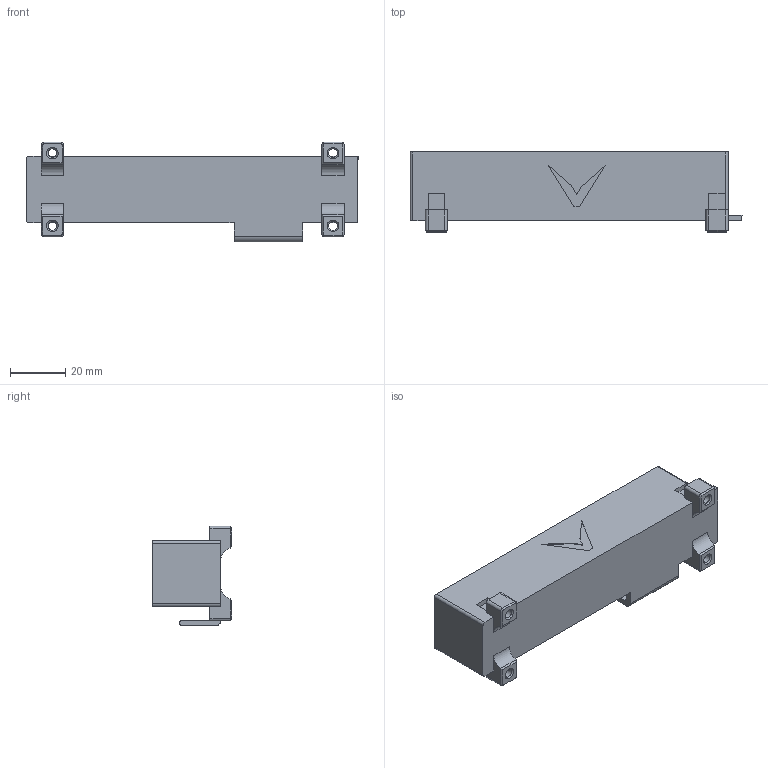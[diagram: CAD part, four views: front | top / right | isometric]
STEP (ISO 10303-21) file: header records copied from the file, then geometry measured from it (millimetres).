
FILE_DESCRIPTION(/* description */ (''),/* implementation_level */ '2;1');
FILE_NAME(/* name */ 'Battery Holder (Elevated) v27.step',/* time_stamp */ '2023-09-21T17:20:36+08:00',/* author */ (''),/* organization */ (''),/* preprocessor_version */ 'ST-DEVELOPER v20',/* originating_system */ 'Autodesk Translation Framework v12.14.0.127',/* authorisation */ '');
FILE_SCHEMA (('AUTOMOTIVE_DESIGN { 1 0 10303 214 3 1 1 }'));
Length unit declared in the file: millimetre
Products named in the file (1): Battery Holder (Elevated)
Bounding box: 120.5 x 29 x 36.2 mm (x, y, z)
Volume: 19238.8 mm3; surface area: 20450.9 mm2
Topology: 1 solids, 1 shells, 221 faces, 598 edges, 390 vertices
Faces by surface type: plane 122, bspline 60, cylinder 23, cone 16
Full cylindrical faces by diameter (mm): 3.2 x4
Entity records: 7492 total; most frequent: CARTESIAN_POINT 2230, ORIENTED_EDGE 1196, DIRECTION 874, EDGE_CURVE 598, LINE 406, VECTOR 406, VERTEX_POINT 390, EDGE_LOOP 240
